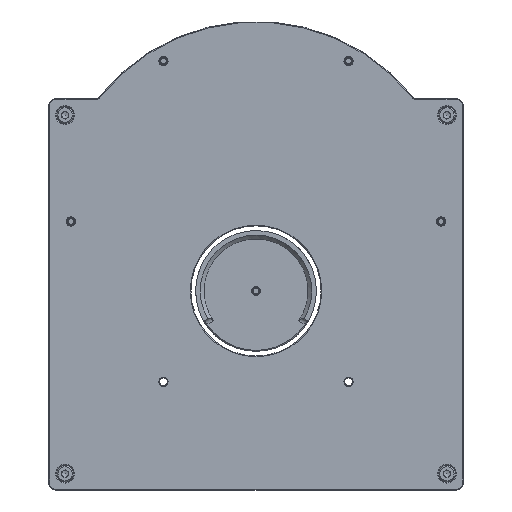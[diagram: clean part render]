
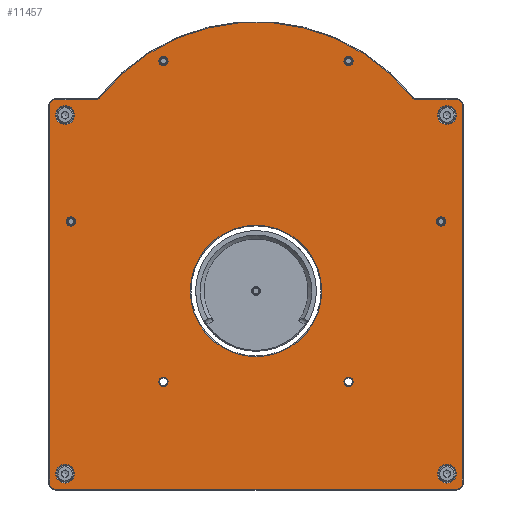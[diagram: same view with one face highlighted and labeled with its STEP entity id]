
A CAD part, top view. The second image highlights one B-rep face of the part: STEP entity #11457.
In plain terms, the highlighted planar face has unit normal (0, 0, 1).
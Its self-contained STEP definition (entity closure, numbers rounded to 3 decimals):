
#599=FACE_BOUND('',#2335,.T.);
#600=FACE_BOUND('',#2336,.T.);
#601=FACE_BOUND('',#2337,.T.);
#602=FACE_BOUND('',#2338,.T.);
#603=FACE_BOUND('',#2339,.T.);
#604=FACE_BOUND('',#2340,.T.);
#605=FACE_BOUND('',#2341,.T.);
#606=FACE_BOUND('',#2342,.T.);
#607=FACE_BOUND('',#2343,.T.);
#608=FACE_BOUND('',#2344,.T.);
#609=FACE_BOUND('',#2345,.T.);
#770=PLANE('',#12770);
#1588=FACE_OUTER_BOUND('',#2334,.T.);
#2334=EDGE_LOOP('',(#10219,#10220,#10221,#10222,#10223,#10224,#10225,#10226,
#10227,#10228,#10229,#10230));
#2335=EDGE_LOOP('',(#10231));
#2336=EDGE_LOOP('',(#10232));
#2337=EDGE_LOOP('',(#10233));
#2338=EDGE_LOOP('',(#10234));
#2339=EDGE_LOOP('',(#10235));
#2340=EDGE_LOOP('',(#10236));
#2341=EDGE_LOOP('',(#10237));
#2342=EDGE_LOOP('',(#10238));
#2343=EDGE_LOOP('',(#10239));
#2344=EDGE_LOOP('',(#10240));
#2345=EDGE_LOOP('',(#10241));
#3012=LINE('',#22452,#3725);
#3013=LINE('',#22460,#3726);
#3014=LINE('',#22464,#3727);
#3015=LINE('',#22468,#3728);
#3016=LINE('',#22471,#3729);
#3725=VECTOR('',#15753,10.);
#3726=VECTOR('',#15760,10.);
#3727=VECTOR('',#15763,10.);
#3728=VECTOR('',#15766,10.);
#3729=VECTOR('',#15769,10.);
#4491=CIRCLE('',#12768,28.4);
#4493=CIRCLE('',#12771,2.7);
#4494=CIRCLE('',#12772,2.3);
#4495=CIRCLE('',#12773,86.2);
#4496=CIRCLE('',#12774,2.3);
#4497=CIRCLE('',#12775,2.7);
#4498=CIRCLE('',#12776,2.7);
#4499=CIRCLE('',#12777,2.7);
#4500=CIRCLE('',#12778,2.);
#4501=CIRCLE('',#12779,2.);
#4502=CIRCLE('',#12780,2.);
#4503=CIRCLE('',#12781,4.05);
#4504=CIRCLE('',#12782,4.05);
#4505=CIRCLE('',#12783,4.05);
#4506=CIRCLE('',#12784,4.05);
#4507=CIRCLE('',#12785,2.);
#4508=CIRCLE('',#12786,2.);
#4509=CIRCLE('',#12787,2.);
#5465=VERTEX_POINT('',#22442);
#5467=VERTEX_POINT('',#22448);
#5468=VERTEX_POINT('',#22449);
#5469=VERTEX_POINT('',#22451);
#5470=VERTEX_POINT('',#22453);
#5471=VERTEX_POINT('',#22455);
#5472=VERTEX_POINT('',#22457);
#5473=VERTEX_POINT('',#22459);
#5474=VERTEX_POINT('',#22461);
#5475=VERTEX_POINT('',#22463);
#5476=VERTEX_POINT('',#22465);
#5477=VERTEX_POINT('',#22467);
#5478=VERTEX_POINT('',#22469);
#5479=VERTEX_POINT('',#22472);
#5480=VERTEX_POINT('',#22474);
#5481=VERTEX_POINT('',#22476);
#5482=VERTEX_POINT('',#22478);
#5483=VERTEX_POINT('',#22480);
#5484=VERTEX_POINT('',#22482);
#5485=VERTEX_POINT('',#22484);
#5486=VERTEX_POINT('',#22486);
#5487=VERTEX_POINT('',#22488);
#5488=VERTEX_POINT('',#22490);
#7076=EDGE_CURVE('',#5465,#5465,#4491,.T.);
#7079=EDGE_CURVE('',#5467,#5468,#4493,.T.);
#7080=EDGE_CURVE('',#5469,#5467,#3012,.T.);
#7081=EDGE_CURVE('',#5470,#5469,#4494,.T.);
#7082=EDGE_CURVE('',#5471,#5470,#4495,.T.);
#7083=EDGE_CURVE('',#5472,#5471,#4496,.T.);
#7084=EDGE_CURVE('',#5473,#5472,#3013,.T.);
#7085=EDGE_CURVE('',#5474,#5473,#4497,.T.);
#7086=EDGE_CURVE('',#5475,#5474,#3014,.T.);
#7087=EDGE_CURVE('',#5476,#5475,#4498,.T.);
#7088=EDGE_CURVE('',#5477,#5476,#3015,.T.);
#7089=EDGE_CURVE('',#5478,#5477,#4499,.T.);
#7090=EDGE_CURVE('',#5468,#5478,#3016,.T.);
#7091=EDGE_CURVE('',#5479,#5479,#4500,.T.);
#7092=EDGE_CURVE('',#5480,#5480,#4501,.T.);
#7093=EDGE_CURVE('',#5481,#5481,#4502,.T.);
#7094=EDGE_CURVE('',#5482,#5482,#4503,.T.);
#7095=EDGE_CURVE('',#5483,#5483,#4504,.T.);
#7096=EDGE_CURVE('',#5484,#5484,#4505,.T.);
#7097=EDGE_CURVE('',#5485,#5485,#4506,.T.);
#7098=EDGE_CURVE('',#5486,#5486,#4507,.T.);
#7099=EDGE_CURVE('',#5487,#5487,#4508,.T.);
#7100=EDGE_CURVE('',#5488,#5488,#4509,.T.);
#10219=ORIENTED_EDGE('',*,*,#7079,.F.);
#10220=ORIENTED_EDGE('',*,*,#7080,.F.);
#10221=ORIENTED_EDGE('',*,*,#7081,.F.);
#10222=ORIENTED_EDGE('',*,*,#7082,.F.);
#10223=ORIENTED_EDGE('',*,*,#7083,.F.);
#10224=ORIENTED_EDGE('',*,*,#7084,.F.);
#10225=ORIENTED_EDGE('',*,*,#7085,.F.);
#10226=ORIENTED_EDGE('',*,*,#7086,.F.);
#10227=ORIENTED_EDGE('',*,*,#7087,.F.);
#10228=ORIENTED_EDGE('',*,*,#7088,.F.);
#10229=ORIENTED_EDGE('',*,*,#7089,.F.);
#10230=ORIENTED_EDGE('',*,*,#7090,.F.);
#10231=ORIENTED_EDGE('',*,*,#7091,.F.);
#10232=ORIENTED_EDGE('',*,*,#7092,.F.);
#10233=ORIENTED_EDGE('',*,*,#7093,.F.);
#10234=ORIENTED_EDGE('',*,*,#7094,.F.);
#10235=ORIENTED_EDGE('',*,*,#7095,.F.);
#10236=ORIENTED_EDGE('',*,*,#7096,.F.);
#10237=ORIENTED_EDGE('',*,*,#7097,.F.);
#10238=ORIENTED_EDGE('',*,*,#7098,.F.);
#10239=ORIENTED_EDGE('',*,*,#7099,.F.);
#10240=ORIENTED_EDGE('',*,*,#7100,.F.);
#10241=ORIENTED_EDGE('',*,*,#7076,.F.);
#11457=ADVANCED_FACE('',(#1588,#599,#600,#601,#602,#603,#604,#605,#606,
#607,#608,#609),#770,.T.);
#12768=AXIS2_PLACEMENT_3D('',#22443,#15744,#15745);
#12770=AXIS2_PLACEMENT_3D('',#22447,#15749,#15750);
#12771=AXIS2_PLACEMENT_3D('',#22450,#15751,#15752);
#12772=AXIS2_PLACEMENT_3D('',#22454,#15754,#15755);
#12773=AXIS2_PLACEMENT_3D('',#22456,#15756,#15757);
#12774=AXIS2_PLACEMENT_3D('',#22458,#15758,#15759);
#12775=AXIS2_PLACEMENT_3D('',#22462,#15761,#15762);
#12776=AXIS2_PLACEMENT_3D('',#22466,#15764,#15765);
#12777=AXIS2_PLACEMENT_3D('',#22470,#15767,#15768);
#12778=AXIS2_PLACEMENT_3D('',#22473,#15770,#15771);
#12779=AXIS2_PLACEMENT_3D('',#22475,#15772,#15773);
#12780=AXIS2_PLACEMENT_3D('',#22477,#15774,#15775);
#12781=AXIS2_PLACEMENT_3D('',#22479,#15776,#15777);
#12782=AXIS2_PLACEMENT_3D('',#22481,#15778,#15779);
#12783=AXIS2_PLACEMENT_3D('',#22483,#15780,#15781);
#12784=AXIS2_PLACEMENT_3D('',#22485,#15782,#15783);
#12785=AXIS2_PLACEMENT_3D('',#22487,#15784,#15785);
#12786=AXIS2_PLACEMENT_3D('',#22489,#15786,#15787);
#12787=AXIS2_PLACEMENT_3D('',#22491,#15788,#15789);
#15744=DIRECTION('center_axis',(0.,0.,1.));
#15745=DIRECTION('ref_axis',(1.,0.,0.));
#15749=DIRECTION('center_axis',(0.,0.,1.));
#15750=DIRECTION('ref_axis',(1.,0.,0.));
#15751=DIRECTION('center_axis',(0.,0.,-1.));
#15752=DIRECTION('ref_axis',(0.707,0.707,0.));
#15753=DIRECTION('',(1.,0.,0.));
#15754=DIRECTION('center_axis',(0.,0.,1.));
#15755=DIRECTION('ref_axis',(-0.435,-0.9,0.));
#15756=DIRECTION('center_axis',(0.,0.,-1.));
#15757=DIRECTION('ref_axis',(1.,0.,0.));
#15758=DIRECTION('center_axis',(0.,0.,1.));
#15759=DIRECTION('ref_axis',(0.435,-0.9,0.));
#15760=DIRECTION('',(1.,0.,0.));
#15761=DIRECTION('center_axis',(0.,0.,-1.));
#15762=DIRECTION('ref_axis',(-0.707,0.707,0.));
#15763=DIRECTION('',(0.,1.,0.));
#15764=DIRECTION('center_axis',(0.,0.,-1.));
#15765=DIRECTION('ref_axis',(-0.707,-0.707,0.));
#15766=DIRECTION('',(-1.,0.,0.));
#15767=DIRECTION('center_axis',(0.,0.,-1.));
#15768=DIRECTION('ref_axis',(0.707,-0.707,0.));
#15769=DIRECTION('',(0.,-1.,0.));
#15770=DIRECTION('center_axis',(0.,0.,1.));
#15771=DIRECTION('ref_axis',(1.,0.,0.));
#15772=DIRECTION('center_axis',(0.,0.,1.));
#15773=DIRECTION('ref_axis',(1.,0.,0.));
#15774=DIRECTION('center_axis',(0.,0.,1.));
#15775=DIRECTION('ref_axis',(1.,0.,0.));
#15776=DIRECTION('center_axis',(0.,0.,1.));
#15777=DIRECTION('ref_axis',(-1.,0.,0.));
#15778=DIRECTION('center_axis',(0.,0.,1.));
#15779=DIRECTION('ref_axis',(-1.,0.,0.));
#15780=DIRECTION('center_axis',(0.,0.,1.));
#15781=DIRECTION('ref_axis',(-1.,0.,0.));
#15782=DIRECTION('center_axis',(0.,0.,1.));
#15783=DIRECTION('ref_axis',(-1.,0.,0.));
#15784=DIRECTION('center_axis',(0.,0.,1.));
#15785=DIRECTION('ref_axis',(1.,0.,0.));
#15786=DIRECTION('center_axis',(0.,0.,1.));
#15787=DIRECTION('ref_axis',(1.,0.,0.));
#15788=DIRECTION('center_axis',(0.,0.,1.));
#15789=DIRECTION('ref_axis',(1.,0.,0.));
#22442=CARTESIAN_POINT('',(58.1,83.,12.));
#22443=CARTESIAN_POINT('Origin',(86.5,83.,12.));
#22447=CARTESIAN_POINT('Origin',(86.5,98.25,12.));
#22448=CARTESIAN_POINT('',(173.,165.7,12.));
#22449=CARTESIAN_POINT('',(175.7,163.,12.));
#22450=CARTESIAN_POINT('Origin',(173.,163.,12.));
#22451=CARTESIAN_POINT('',(155.834,165.7,12.));
#22452=CARTESIAN_POINT('',(52.319,165.7,12.));
#22453=CARTESIAN_POINT('',(154.032,166.571,12.));
#22454=CARTESIAN_POINT('Origin',(155.834,168.,12.));
#22455=CARTESIAN_POINT('',(18.968,166.571,12.));
#22456=CARTESIAN_POINT('Origin',(86.5,113.,12.));
#22457=CARTESIAN_POINT('',(17.166,165.7,12.));
#22458=CARTESIAN_POINT('Origin',(17.166,168.,12.));
#22459=CARTESIAN_POINT('',(0.,165.7,12.));
#22460=CARTESIAN_POINT('',(52.319,165.7,12.));
#22461=CARTESIAN_POINT('',(-2.7,163.,12.));
#22462=CARTESIAN_POINT('Origin',(0.,163.,12.));
#22463=CARTESIAN_POINT('',(-2.7,0.,12.));
#22464=CARTESIAN_POINT('',(-2.7,132.125,12.));
#22465=CARTESIAN_POINT('',(0.,-2.7,12.));
#22466=CARTESIAN_POINT('Origin',(0.,0.,12.));
#22467=CARTESIAN_POINT('',(173.,-2.7,12.));
#22468=CARTESIAN_POINT('',(41.75,-2.7,12.));
#22469=CARTESIAN_POINT('',(175.7,0.,12.));
#22470=CARTESIAN_POINT('Origin',(173.,0.,12.));
#22471=CARTESIAN_POINT('',(175.7,47.625,12.));
#22472=CARTESIAN_POINT('',(4.5,113.,12.));
#22473=CARTESIAN_POINT('Origin',(6.5,113.,12.));
#22474=CARTESIAN_POINT('',(124.5,182.282,12.));
#22475=CARTESIAN_POINT('Origin',(126.5,182.282,12.));
#22476=CARTESIAN_POINT('',(124.5,43.718,12.));
#22477=CARTESIAN_POINT('Origin',(126.5,43.718,12.));
#22478=CARTESIAN_POINT('',(173.05,4.,12.));
#22479=CARTESIAN_POINT('Origin',(169.,4.,12.));
#22480=CARTESIAN_POINT('',(8.05,4.,12.));
#22481=CARTESIAN_POINT('Origin',(4.,4.,12.));
#22482=CARTESIAN_POINT('',(173.05,159.,12.));
#22483=CARTESIAN_POINT('Origin',(169.,159.,12.));
#22484=CARTESIAN_POINT('',(8.05,159.,12.));
#22485=CARTESIAN_POINT('Origin',(4.,159.,12.));
#22486=CARTESIAN_POINT('',(164.5,113.,12.));
#22487=CARTESIAN_POINT('Origin',(166.5,113.,12.));
#22488=CARTESIAN_POINT('',(44.5,43.718,12.));
#22489=CARTESIAN_POINT('Origin',(46.5,43.718,12.));
#22490=CARTESIAN_POINT('',(44.5,182.282,12.));
#22491=CARTESIAN_POINT('Origin',(46.5,182.282,12.));
